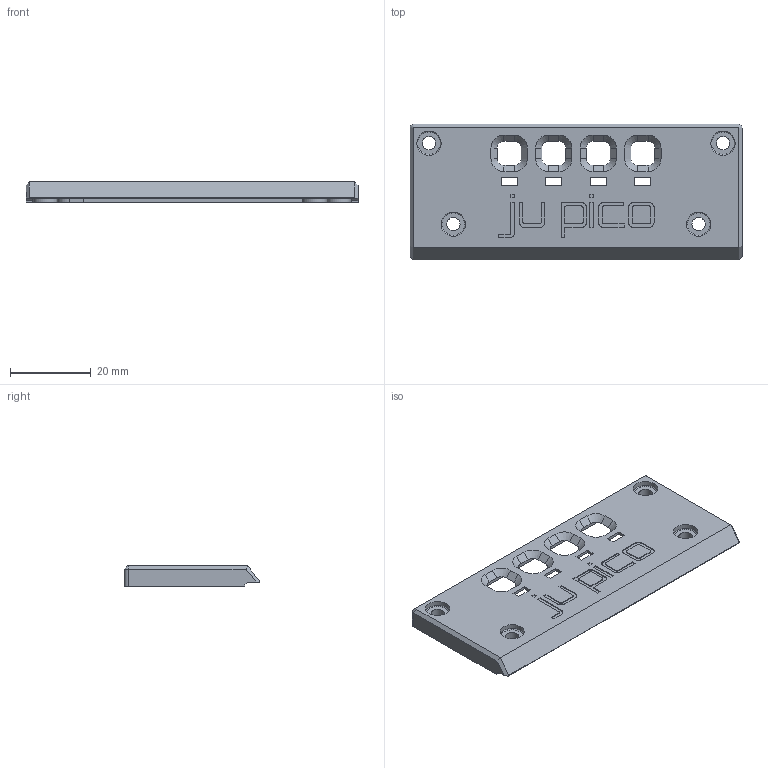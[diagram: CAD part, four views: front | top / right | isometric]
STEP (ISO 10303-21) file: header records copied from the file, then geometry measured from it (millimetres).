
FILE_DESCRIPTION(/* description */ ('STEP AP242','CAx-IF Rec.Pracs.---Representation and Presentation of Product Manufacturing Information (PMI)---4.0---2014-10-13','CAx-IF Rec.Pracs.---3D Tessellated Geometry---0.4---2014-09-14','2;1'),/* implementation_level */ '2;1');
FILE_NAME(/* name */ '674fb955a6792c1a584a9eef',/* time_stamp */ '2024-12-04T02:07:18Z',/* author */ (''),/* organization */ (''),/* preprocessor_version */ 'ST-DEVELOPER v20',/* originating_system */ 'ONSHAPE BY PTC INC, 1.190',/* authorisation */ ' ');
FILE_SCHEMA (('AP242_MANAGED_MODEL_BASED_3D_ENGINEERING_MIM_LF { 1 0 10303 442 1 1 4 }'));
Length unit declared in the file: metre
Products named in the file (1): Banner
Bounding box: 82 x 33.5 x 5 mm (x, y, z)
Volume: 4652.9 mm3; surface area: 7018.3 mm2
Topology: 1 solids, 1 shells, 265 faces, 723 edges, 474 vertices
Faces by surface type: plane 158, cylinder 81, cone 26
Full cylindrical faces by diameter (mm): 3.3 x4, 6 x7
Entity records: 8298 total; most frequent: CARTESIAN_POINT 1459, DIRECTION 1430, ORIENTED_EDGE 1392, EDGE_CURVE 696, LINE 478, VECTOR 478, AXIS2_PLACEMENT_3D 476, VERTEX_POINT 465
